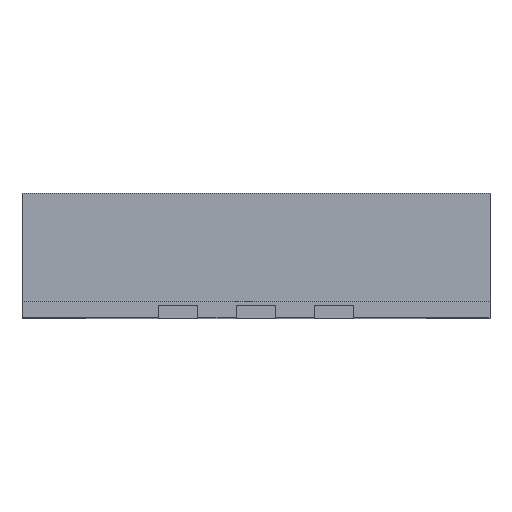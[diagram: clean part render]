
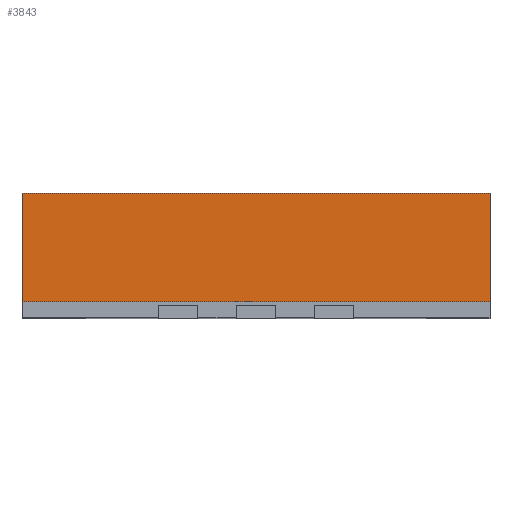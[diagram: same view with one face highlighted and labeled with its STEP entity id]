
A CAD part, top view. The second image highlights one B-rep face of the part: STEP entity #3843.
In plain terms, the highlighted planar face has unit normal (0, 0, 1).
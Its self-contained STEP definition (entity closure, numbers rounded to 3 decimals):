
#136 = LINE ( 'NONE', #4392, #1432 ) ;
#333 = EDGE_CURVE ( 'NONE', #988, #3174, #1435, .T. ) ;
#392 = CARTESIAN_POINT ( 'NONE',  ( -1.5, 0.8, 1.5 ) ) ;
#548 = CARTESIAN_POINT ( 'NONE',  ( -1.5, 0.8, 1.5 ) ) ;
#569 = EDGE_CURVE ( 'NONE', #1320, #3174, #136, .T. ) ;
#633 = ORIENTED_EDGE ( 'NONE', *, *, #4064, .F. ) ;
#670 = VECTOR ( 'NONE', #924, 1000. ) ;
#687 = CARTESIAN_POINT ( 'NONE',  ( -1.5, 0.105, 1.5 ) ) ;
#816 = AXIS2_PLACEMENT_3D ( 'NONE', #392, #3672, #1264 ) ;
#818 = VECTOR ( 'NONE', #3395, 1000. ) ;
#924 = DIRECTION ( 'NONE',  ( 1., 0., 0. ) ) ;
#988 = VERTEX_POINT ( 'NONE', #687 ) ;
#1001 = LINE ( 'NONE', #548, #818 ) ;
#1247 = VECTOR ( 'NONE', #3072, 1000. ) ;
#1264 = DIRECTION ( 'NONE',  ( -1., 0., 0. ) ) ;
#1320 = VERTEX_POINT ( 'NONE', #2472 ) ;
#1332 = EDGE_CURVE ( 'NONE', #4172, #988, #1001, .T. ) ;
#1432 = VECTOR ( 'NONE', #2072, 1000. ) ;
#1435 = LINE ( 'NONE', #3127, #1247 ) ;
#1542 = EDGE_LOOP ( 'NONE', ( #4927, #4199, #633, #3117 ) ) ;
#1770 = LINE ( 'NONE', #2891, #670 ) ;
#2072 = DIRECTION ( 'NONE',  ( 0., -1., 0. ) ) ;
#2472 = CARTESIAN_POINT ( 'NONE',  ( 1.5, 0.8, 1.5 ) ) ;
#2891 = CARTESIAN_POINT ( 'NONE',  ( -1.5, 0.8, 1.5 ) ) ;
#3072 = DIRECTION ( 'NONE',  ( 1., 0., 0. ) ) ;
#3079 = CARTESIAN_POINT ( 'NONE',  ( 1.5, 0.105, 1.5 ) ) ;
#3117 = ORIENTED_EDGE ( 'NONE', *, *, #1332, .T. ) ;
#3127 = CARTESIAN_POINT ( 'NONE',  ( -1.5, 0.105, 1.5 ) ) ;
#3174 = VERTEX_POINT ( 'NONE', #3079 ) ;
#3395 = DIRECTION ( 'NONE',  ( 0., -1., 0. ) ) ;
#3672 = DIRECTION ( 'NONE',  ( 0., 0., -1. ) ) ;
#3843 = ADVANCED_FACE ( 'NONE', ( #4158 ), #4523, .F. ) ;
#4064 = EDGE_CURVE ( 'NONE', #4172, #1320, #1770, .T. ) ;
#4158 = FACE_OUTER_BOUND ( 'NONE', #1542, .T. ) ;
#4172 = VERTEX_POINT ( 'NONE', #5076 ) ;
#4199 = ORIENTED_EDGE ( 'NONE', *, *, #569, .F. ) ;
#4392 = CARTESIAN_POINT ( 'NONE',  ( 1.5, 0.8, 1.5 ) ) ;
#4523 = PLANE ( 'NONE',  #816 ) ;
#4927 = ORIENTED_EDGE ( 'NONE', *, *, #333, .T. ) ;
#5076 = CARTESIAN_POINT ( 'NONE',  ( -1.5, 0.8, 1.5 ) ) ;
